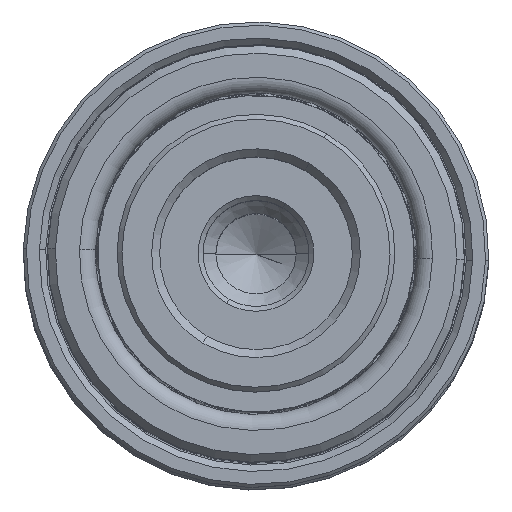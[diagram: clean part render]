
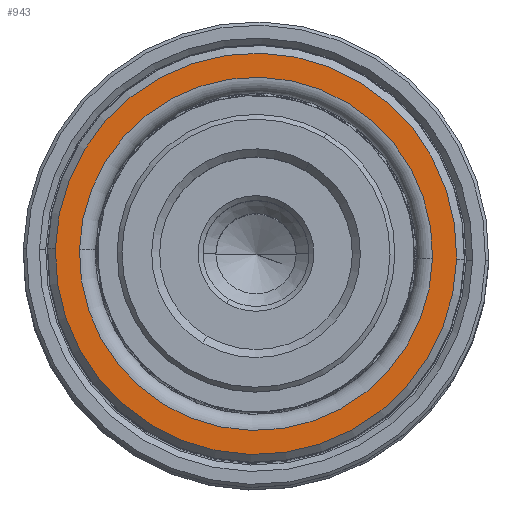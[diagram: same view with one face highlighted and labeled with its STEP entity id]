
A CAD part, top view. The second image highlights one B-rep face of the part: STEP entity #943.
In plain terms, the highlighted planar face has unit normal (0, 0, 1).
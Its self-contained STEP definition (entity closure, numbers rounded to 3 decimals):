
#916 = CARTESIAN_POINT ( 'NONE',  ( 0., 0., 35. ) ) ;
#943 = ADVANCED_FACE ( 'NONE', ( #15639, #8617 ), #24581, .T. ) ;
#1512 = DIRECTION ( 'NONE',  ( 1., 0., 0. ) ) ;
#1936 = CARTESIAN_POINT ( 'NONE',  ( -11., 0., 35. ) ) ;
#3145 = VERTEX_POINT ( 'NONE', #3668 ) ;
#3582 = DIRECTION ( 'NONE',  ( 0., 0., 1. ) ) ;
#3668 = CARTESIAN_POINT ( 'NONE',  ( 11., 0., 35. ) ) ;
#4589 = VERTEX_POINT ( 'NONE', #14089 ) ;
#6302 = EDGE_CURVE ( 'NONE', #14887, #4589, #33992, .T. ) ;
#8617 = FACE_OUTER_BOUND ( 'NONE', #14164, .T. ) ;
#8913 = CARTESIAN_POINT ( 'NONE',  ( 0., 0., 35. ) ) ;
#9217 = AXIS2_PLACEMENT_3D ( 'NONE', #27298, #11413, #29994 ) ;
#11413 = DIRECTION ( 'NONE',  ( 0., 0., -1. ) ) ;
#11415 = ORIENTED_EDGE ( 'NONE', *, *, #33561, .T. ) ;
#11573 = DIRECTION ( 'NONE',  ( 1., 0., 0. ) ) ;
#12229 = AXIS2_PLACEMENT_3D ( 'NONE', #916, #3582, #22159 ) ;
#13927 = DIRECTION ( 'NONE',  ( 0., 0., 1. ) ) ;
#14023 = ORIENTED_EDGE ( 'NONE', *, *, #28104, .T. ) ;
#14089 = CARTESIAN_POINT ( 'NONE',  ( 12.5, 0., 35. ) ) ;
#14164 = EDGE_LOOP ( 'NONE', ( #31677, #14023 ) ) ;
#14887 = VERTEX_POINT ( 'NONE', #32599 ) ;
#15639 = FACE_BOUND ( 'NONE', #29485, .T. ) ;
#17409 = DIRECTION ( 'NONE',  ( 0., 0., -1. ) ) ;
#17791 = CIRCLE ( 'NONE', #21656, 11. ) ;
#21656 = AXIS2_PLACEMENT_3D ( 'NONE', #33356, #17409, #1512 ) ;
#22137 = VERTEX_POINT ( 'NONE', #1936 ) ;
#22159 = DIRECTION ( 'NONE',  ( 1., 0., 0. ) ) ;
#24581 = PLANE ( 'NONE',  #12229 ) ;
#24668 = AXIS2_PLACEMENT_3D ( 'NONE', #8913, #27455, #11573 ) ;
#24687 = ORIENTED_EDGE ( 'NONE', *, *, #33744, .T. ) ;
#27298 = CARTESIAN_POINT ( 'NONE',  ( 0., 0., 35. ) ) ;
#27455 = DIRECTION ( 'NONE',  ( 0., 0., 1. ) ) ;
#28015 = AXIS2_PLACEMENT_3D ( 'NONE', #29832, #13927, #32515 ) ;
#28104 = EDGE_CURVE ( 'NONE', #4589, #14887, #29394, .T. ) ;
#29394 = CIRCLE ( 'NONE', #24668, 12.5 ) ;
#29485 = EDGE_LOOP ( 'NONE', ( #24687, #11415 ) ) ;
#29832 = CARTESIAN_POINT ( 'NONE',  ( 0., 0., 35. ) ) ;
#29994 = DIRECTION ( 'NONE',  ( 1., 0., 0. ) ) ;
#31677 = ORIENTED_EDGE ( 'NONE', *, *, #6302, .T. ) ;
#32515 = DIRECTION ( 'NONE',  ( 1., 0., 0. ) ) ;
#32599 = CARTESIAN_POINT ( 'NONE',  ( -12.5, 0., 35. ) ) ;
#32782 = CIRCLE ( 'NONE', #9217, 11. ) ;
#33356 = CARTESIAN_POINT ( 'NONE',  ( 0., 0., 35. ) ) ;
#33561 = EDGE_CURVE ( 'NONE', #22137, #3145, #32782, .T. ) ;
#33744 = EDGE_CURVE ( 'NONE', #3145, #22137, #17791, .T. ) ;
#33992 = CIRCLE ( 'NONE', #28015, 12.5 ) ;
